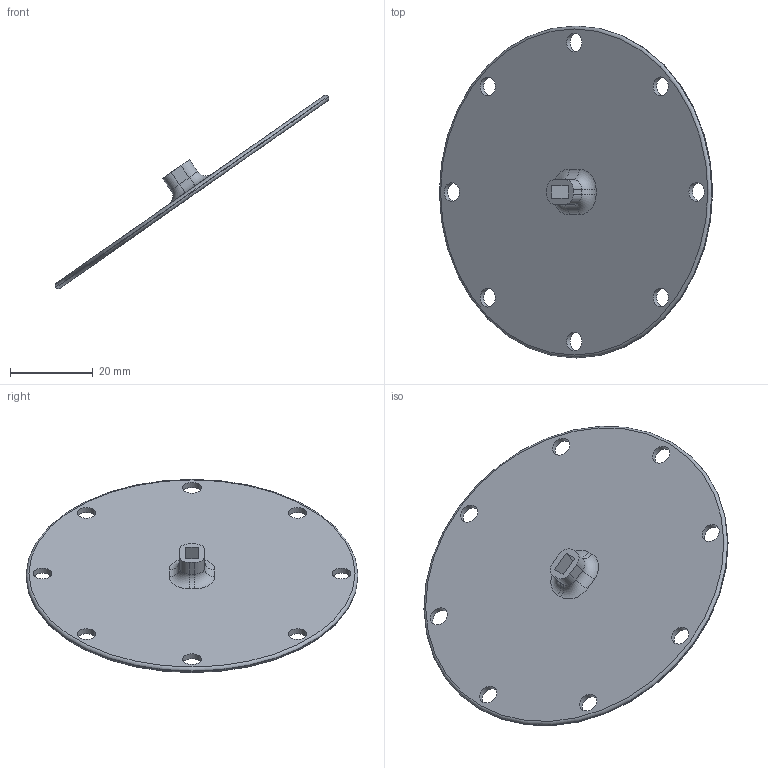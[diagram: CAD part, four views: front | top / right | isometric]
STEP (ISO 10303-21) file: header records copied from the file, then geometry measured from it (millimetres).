
FILE_DESCRIPTION(('HOOPS Exchange Step'),'2;1');
FILE_NAME('temp_export','2025-12-08T16:34:56-05:00',('haggertydl'),('Shapr3D Limited'),'HOOPS Exchange 2025.7','Shapr3D','Authorized');
FILE_SCHEMA( ('AP242_MANAGED_MODEL_BASED_3D_ENGINEERING_MIM_LF {1 0 10303 442 1 1 4}') );
Length unit declared in the file: millimetre
Products named in the file (2): Folder 06; root
Assembly tree (1 placements, depth 2):
  root
    Folder 06
Bounding box: 65.84 x 80 x 46.56 mm (x, y, z)
Volume: 7474.5 mm3; surface area: 10401.5 mm2
Topology: 1 solids, 1 shells, 34 faces, 85 edges, 54 vertices
Faces by surface type: cylinder 17, plane 11, torus 6
Full cylindrical faces by diameter (mm): 4.5 x8, 80 x1
Entity records: 1126 total; most frequent: DIRECTION 205, CARTESIAN_POINT 177, ORIENTED_EDGE 170, EDGE_CURVE 85, AXIS2_PLACEMENT_3D 82, VERTEX_POINT 54, EDGE_LOOP 53, FACE_BOUND 53
